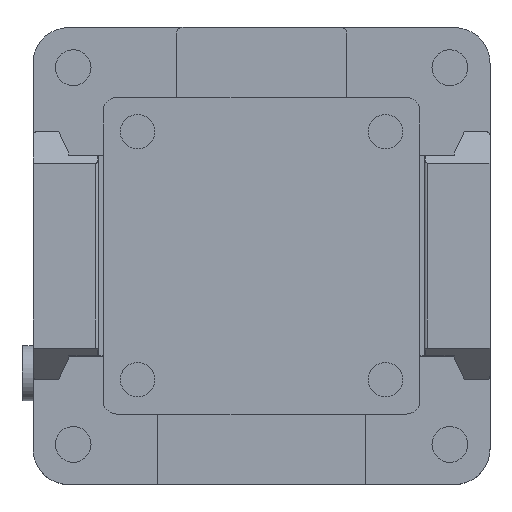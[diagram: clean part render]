
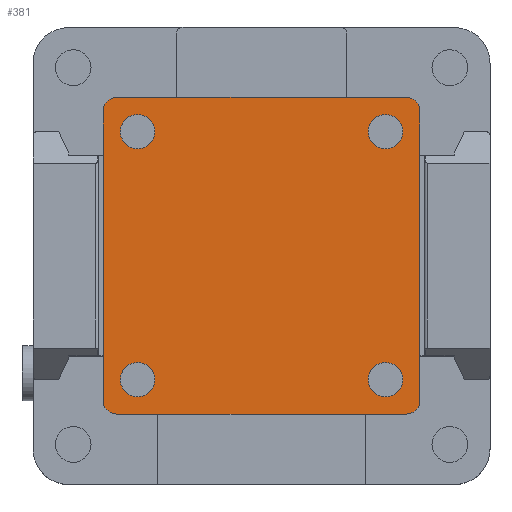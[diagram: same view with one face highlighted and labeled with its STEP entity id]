
A CAD part, top view. The second image highlights one B-rep face of the part: STEP entity #381.
In plain terms, the highlighted planar face has unit normal (0, 0, 1).
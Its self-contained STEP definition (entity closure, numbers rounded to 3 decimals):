
#25 = DIRECTION ( 'NONE',  ( 1., 0., 0. ) ) ;
#46 = EDGE_CURVE ( 'NONE', #6910, #5617, #2010, .T. ) ;
#279 = ORIENTED_EDGE ( 'NONE', *, *, #2984, .F. ) ;
#360 = DIRECTION ( 'NONE',  ( 0., -1., 0. ) ) ;
#381 = ADVANCED_FACE ( 'NONE', ( #11354, #989, #4122, #2045, #10344 ), #8133, .F. ) ;
#390 = VECTOR ( 'NONE', #6709, 1000. ) ;
#496 = CARTESIAN_POINT ( 'NONE',  ( 21., 23., 7. ) ) ;
#504 = VERTEX_POINT ( 'NONE', #8971 ) ;
#548 = CARTESIAN_POINT ( 'NONE',  ( -18., 20.5, 7. ) ) ;
#646 = CARTESIAN_POINT ( 'NONE',  ( 21., -23., 7. ) ) ;
#809 = DIRECTION ( 'NONE',  ( 1., 0., 0. ) ) ;
#875 = CIRCLE ( 'NONE', #7487, 2.5 ) ;
#979 = AXIS2_PLACEMENT_3D ( 'NONE', #5427, #6697, #4624 ) ;
#989 = FACE_BOUND ( 'NONE', #8542, .T. ) ;
#1018 = CARTESIAN_POINT ( 'NONE',  ( -18., 15.5, 7. ) ) ;
#1153 = VERTEX_POINT ( 'NONE', #9176 ) ;
#1357 = VECTOR ( 'NONE', #11422, 1000. ) ;
#1489 = VERTEX_POINT ( 'NONE', #548 ) ;
#1550 = CIRCLE ( 'NONE', #5365, 2. ) ;
#1641 = VERTEX_POINT ( 'NONE', #2673 ) ;
#1706 = LINE ( 'NONE', #646, #390 ) ;
#1739 = DIRECTION ( 'NONE',  ( 0., 0., -1. ) ) ;
#1816 = CARTESIAN_POINT ( 'NONE',  ( -21., 23., 7. ) ) ;
#1919 = DIRECTION ( 'NONE',  ( 0., 0., 1. ) ) ;
#1924 = ORIENTED_EDGE ( 'NONE', *, *, #3465, .F. ) ;
#1952 = CARTESIAN_POINT ( 'NONE',  ( 18., 18., 7. ) ) ;
#2010 = CIRCLE ( 'NONE', #6707, 2. ) ;
#2039 = CARTESIAN_POINT ( 'NONE',  ( -21., 23., 7. ) ) ;
#2045 = FACE_BOUND ( 'NONE', #4737, .T. ) ;
#2127 = DIRECTION ( 'NONE',  ( 0., -1., 0. ) ) ;
#2166 = CIRCLE ( 'NONE', #8568, 2.5 ) ;
#2673 = CARTESIAN_POINT ( 'NONE',  ( 18., 20.5, 7. ) ) ;
#2984 = EDGE_CURVE ( 'NONE', #13144, #3064, #4643, .T. ) ;
#3064 = VERTEX_POINT ( 'NONE', #4268 ) ;
#3213 = VERTEX_POINT ( 'NONE', #9181 ) ;
#3259 = VERTEX_POINT ( 'NONE', #1816 ) ;
#3359 = VECTOR ( 'NONE', #7420, 1000. ) ;
#3465 = EDGE_CURVE ( 'NONE', #3064, #7966, #4486, .T. ) ;
#3646 = ORIENTED_EDGE ( 'NONE', *, *, #6539, .F. ) ;
#3648 = VERTEX_POINT ( 'NONE', #10787 ) ;
#3849 = CARTESIAN_POINT ( 'NONE',  ( -18., -18., 7. ) ) ;
#4001 = AXIS2_PLACEMENT_3D ( 'NONE', #11935, #1739, #8753 ) ;
#4122 = FACE_BOUND ( 'NONE', #12758, .T. ) ;
#4186 = CARTESIAN_POINT ( 'NONE',  ( -21., -21., 7. ) ) ;
#4223 = CIRCLE ( 'NONE', #6583, 2.5 ) ;
#4268 = CARTESIAN_POINT ( 'NONE',  ( -23., -21., 7. ) ) ;
#4304 = VERTEX_POINT ( 'NONE', #9185 ) ;
#4379 = CARTESIAN_POINT ( 'NONE',  ( -18., -15.5, 7. ) ) ;
#4398 = DIRECTION ( 'NONE',  ( 0., 0., 1. ) ) ;
#4452 = CARTESIAN_POINT ( 'NONE',  ( 18., 18., 7. ) ) ;
#4482 = VERTEX_POINT ( 'NONE', #4379 ) ;
#4486 = LINE ( 'NONE', #5346, #8046 ) ;
#4610 = ORIENTED_EDGE ( 'NONE', *, *, #6151, .F. ) ;
#4624 = DIRECTION ( 'NONE',  ( 0., -1., 0. ) ) ;
#4643 = CIRCLE ( 'NONE', #4001, 2. ) ;
#4733 = CARTESIAN_POINT ( 'NONE',  ( 23., -21., 7. ) ) ;
#4737 = EDGE_LOOP ( 'NONE', ( #8230, #4610 ) ) ;
#4769 = EDGE_CURVE ( 'NONE', #1153, #4304, #5015, .T. ) ;
#4793 = VERTEX_POINT ( 'NONE', #496 ) ;
#4931 = DIRECTION ( 'NONE',  ( 0., 0., -1. ) ) ;
#5015 = CIRCLE ( 'NONE', #979, 2.5 ) ;
#5271 = CARTESIAN_POINT ( 'NONE',  ( 23., 21., 7. ) ) ;
#5276 = CARTESIAN_POINT ( 'NONE',  ( -18., 18., 7. ) ) ;
#5319 = EDGE_CURVE ( 'NONE', #504, #1641, #6159, .T. ) ;
#5346 = CARTESIAN_POINT ( 'NONE',  ( -23., -21., 7. ) ) ;
#5365 = AXIS2_PLACEMENT_3D ( 'NONE', #11209, #6299, #10126 ) ;
#5427 = CARTESIAN_POINT ( 'NONE',  ( 18., -18., 7. ) ) ;
#5441 = AXIS2_PLACEMENT_3D ( 'NONE', #4186, #6262, #12246 ) ;
#5617 = VERTEX_POINT ( 'NONE', #8363 ) ;
#5699 = ORIENTED_EDGE ( 'NONE', *, *, #6637, .F. ) ;
#5844 = DIRECTION ( 'NONE',  ( 0., -1., 0. ) ) ;
#6099 = ORIENTED_EDGE ( 'NONE', *, *, #11479, .F. ) ;
#6124 = AXIS2_PLACEMENT_3D ( 'NONE', #1952, #8112, #7909 ) ;
#6151 = EDGE_CURVE ( 'NONE', #1641, #504, #11481, .T. ) ;
#6159 = CIRCLE ( 'NONE', #10430, 2.5 ) ;
#6262 = DIRECTION ( 'NONE',  ( 0., 0., -1. ) ) ;
#6286 = DIRECTION ( 'NONE',  ( 0., 0., 1. ) ) ;
#6299 = DIRECTION ( 'NONE',  ( 0., 0., -1. ) ) ;
#6539 = EDGE_CURVE ( 'NONE', #4793, #3213, #12856, .T. ) ;
#6583 = AXIS2_PLACEMENT_3D ( 'NONE', #7851, #7574, #11680 ) ;
#6637 = EDGE_CURVE ( 'NONE', #1489, #9441, #2166, .T. ) ;
#6697 = DIRECTION ( 'NONE',  ( 0., 0., 1. ) ) ;
#6707 = AXIS2_PLACEMENT_3D ( 'NONE', #11182, #4931, #809 ) ;
#6709 = DIRECTION ( 'NONE',  ( -1., 0., 0. ) ) ;
#6783 = ORIENTED_EDGE ( 'NONE', *, *, #9517, .F. ) ;
#6822 = DIRECTION ( 'NONE',  ( 0., 0., -1. ) ) ;
#6910 = VERTEX_POINT ( 'NONE', #4733 ) ;
#7099 = EDGE_CURVE ( 'NONE', #4482, #3648, #875, .T. ) ;
#7198 = ORIENTED_EDGE ( 'NONE', *, *, #9150, .F. ) ;
#7406 = CARTESIAN_POINT ( 'NONE',  ( -23., 21., 7. ) ) ;
#7420 = DIRECTION ( 'NONE',  ( 0., -1., 0. ) ) ;
#7487 = AXIS2_PLACEMENT_3D ( 'NONE', #3849, #4398, #5844 ) ;
#7574 = DIRECTION ( 'NONE',  ( 0., 0., 1. ) ) ;
#7851 = CARTESIAN_POINT ( 'NONE',  ( -18., 18., 7. ) ) ;
#7909 = DIRECTION ( 'NONE',  ( 0., -1., 0. ) ) ;
#7966 = VERTEX_POINT ( 'NONE', #7406 ) ;
#8046 = VECTOR ( 'NONE', #9567, 1000. ) ;
#8112 = DIRECTION ( 'NONE',  ( 0., 0., 1. ) ) ;
#8133 = PLANE ( 'NONE',  #5441 ) ;
#8230 = ORIENTED_EDGE ( 'NONE', *, *, #5319, .F. ) ;
#8363 = CARTESIAN_POINT ( 'NONE',  ( 21., -23., 7. ) ) ;
#8542 = EDGE_LOOP ( 'NONE', ( #13070, #11846 ) ) ;
#8568 = AXIS2_PLACEMENT_3D ( 'NONE', #5276, #6286, #360 ) ;
#8688 = EDGE_CURVE ( 'NONE', #3213, #6910, #11375, .T. ) ;
#8753 = DIRECTION ( 'NONE',  ( 1., 0., 0. ) ) ;
#8875 = CIRCLE ( 'NONE', #11467, 2.5 ) ;
#8971 = CARTESIAN_POINT ( 'NONE',  ( 18., 15.5, 7. ) ) ;
#9150 = EDGE_CURVE ( 'NONE', #9441, #1489, #4223, .T. ) ;
#9176 = CARTESIAN_POINT ( 'NONE',  ( 18., -20.5, 7. ) ) ;
#9181 = CARTESIAN_POINT ( 'NONE',  ( 23., 21., 7. ) ) ;
#9185 = CARTESIAN_POINT ( 'NONE',  ( 18., -15.5, 7. ) ) ;
#9315 = EDGE_LOOP ( 'NONE', ( #279, #9914, #11979, #12724, #3646, #6099, #12754, #1924 ) ) ;
#9441 = VERTEX_POINT ( 'NONE', #1018 ) ;
#9517 = EDGE_CURVE ( 'NONE', #3648, #4482, #8875, .T. ) ;
#9552 = CARTESIAN_POINT ( 'NONE',  ( -21., -23., 7. ) ) ;
#9567 = DIRECTION ( 'NONE',  ( 0., 1., 0. ) ) ;
#9870 = DIRECTION ( 'NONE',  ( 0., -1., 0. ) ) ;
#9893 = CARTESIAN_POINT ( 'NONE',  ( 21., 21., 7. ) ) ;
#9914 = ORIENTED_EDGE ( 'NONE', *, *, #10728, .F. ) ;
#10126 = DIRECTION ( 'NONE',  ( 1., 0., 0. ) ) ;
#10344 = FACE_OUTER_BOUND ( 'NONE', #9315, .T. ) ;
#10430 = AXIS2_PLACEMENT_3D ( 'NONE', #4452, #12375, #10538 ) ;
#10449 = EDGE_LOOP ( 'NONE', ( #7198, #5699 ) ) ;
#10538 = DIRECTION ( 'NONE',  ( 0., -1., 0. ) ) ;
#10728 = EDGE_CURVE ( 'NONE', #5617, #13144, #1706, .T. ) ;
#10730 = ORIENTED_EDGE ( 'NONE', *, *, #7099, .F. ) ;
#10787 = CARTESIAN_POINT ( 'NONE',  ( -18., -20.5, 7. ) ) ;
#10842 = EDGE_CURVE ( 'NONE', #7966, #3259, #1550, .T. ) ;
#11109 = CARTESIAN_POINT ( 'NONE',  ( -18., -18., 7. ) ) ;
#11182 = CARTESIAN_POINT ( 'NONE',  ( 21., -21., 7. ) ) ;
#11209 = CARTESIAN_POINT ( 'NONE',  ( -21., 21., 7. ) ) ;
#11312 = DIRECTION ( 'NONE',  ( 0., 0., 1. ) ) ;
#11354 = FACE_BOUND ( 'NONE', #10449, .T. ) ;
#11375 = LINE ( 'NONE', #5271, #3359 ) ;
#11422 = DIRECTION ( 'NONE',  ( 1., 0., 0. ) ) ;
#11467 = AXIS2_PLACEMENT_3D ( 'NONE', #11109, #1919, #9870 ) ;
#11479 = EDGE_CURVE ( 'NONE', #3259, #4793, #12514, .T. ) ;
#11481 = CIRCLE ( 'NONE', #6124, 2.5 ) ;
#11680 = DIRECTION ( 'NONE',  ( 0., -1., 0. ) ) ;
#11846 = ORIENTED_EDGE ( 'NONE', *, *, #12226, .F. ) ;
#11935 = CARTESIAN_POINT ( 'NONE',  ( -21., -21., 7. ) ) ;
#11979 = ORIENTED_EDGE ( 'NONE', *, *, #46, .F. ) ;
#12056 = AXIS2_PLACEMENT_3D ( 'NONE', #12323, #11312, #2127 ) ;
#12226 = EDGE_CURVE ( 'NONE', #4304, #1153, #12903, .T. ) ;
#12246 = DIRECTION ( 'NONE',  ( 1., 0., 0. ) ) ;
#12323 = CARTESIAN_POINT ( 'NONE',  ( 18., -18., 7. ) ) ;
#12375 = DIRECTION ( 'NONE',  ( 0., 0., 1. ) ) ;
#12454 = AXIS2_PLACEMENT_3D ( 'NONE', #9893, #6822, #25 ) ;
#12514 = LINE ( 'NONE', #2039, #1357 ) ;
#12724 = ORIENTED_EDGE ( 'NONE', *, *, #8688, .F. ) ;
#12754 = ORIENTED_EDGE ( 'NONE', *, *, #10842, .F. ) ;
#12758 = EDGE_LOOP ( 'NONE', ( #6783, #10730 ) ) ;
#12856 = CIRCLE ( 'NONE', #12454, 2. ) ;
#12903 = CIRCLE ( 'NONE', #12056, 2.5 ) ;
#13070 = ORIENTED_EDGE ( 'NONE', *, *, #4769, .F. ) ;
#13144 = VERTEX_POINT ( 'NONE', #9552 ) ;
